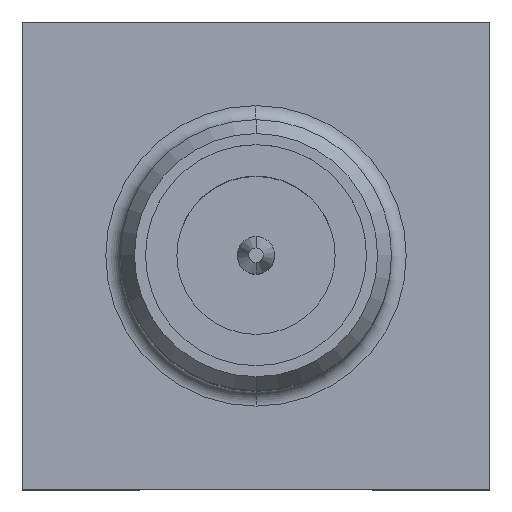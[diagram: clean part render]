
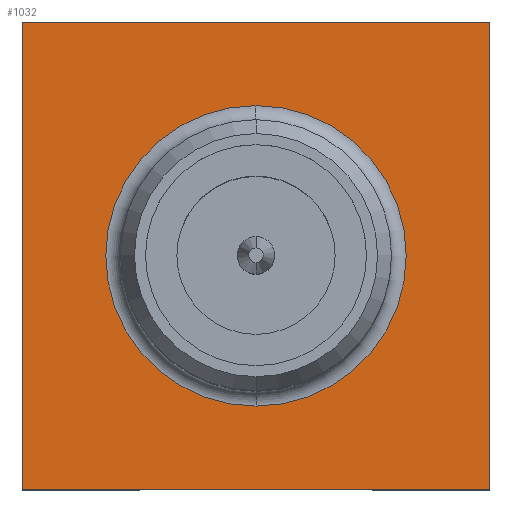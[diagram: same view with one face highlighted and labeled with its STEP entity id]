
A CAD part, top view. The second image highlights one B-rep face of the part: STEP entity #1032.
In plain terms, the highlighted planar face has unit normal (0, 0, 1).
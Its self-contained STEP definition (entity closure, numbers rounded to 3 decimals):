
#153=DIRECTION('',(1.,0.,0.));
#154=VECTOR('',#153,6.35);
#155=CARTESIAN_POINT('',(-3.175,3.175,-5.5));
#156=LINE('',#155,#154);
#157=DIRECTION('',(0.,-1.,0.));
#158=VECTOR('',#157,6.35);
#159=CARTESIAN_POINT('',(3.175,3.175,-5.5));
#160=LINE('',#159,#158);
#161=DIRECTION('',(-1.,0.,0.));
#162=VECTOR('',#161,6.35);
#163=CARTESIAN_POINT('',(3.175,-3.175,-5.5));
#164=LINE('',#163,#162);
#165=DIRECTION('',(0.,1.,0.));
#166=VECTOR('',#165,6.35);
#167=CARTESIAN_POINT('',(-3.175,-3.175,-5.5));
#168=LINE('',#167,#166);
#169=CARTESIAN_POINT('',(0.,0.,-5.5));
#170=DIRECTION('',(0.,0.,-1.));
#171=DIRECTION('',(0.,1.,0.));
#172=AXIS2_PLACEMENT_3D('',#169,#170,#171);
#174=CARTESIAN_POINT('',(0.,0.,-5.5));
#175=DIRECTION('',(0.,0.,-1.));
#176=DIRECTION('',(0.,-1.,0.));
#177=AXIS2_PLACEMENT_3D('',#174,#175,#176);
#636=CARTESIAN_POINT('',(-3.175,3.175,-5.5));
#637=CARTESIAN_POINT('',(3.175,3.175,-5.5));
#638=VERTEX_POINT('',#636);
#639=VERTEX_POINT('',#637);
#640=CARTESIAN_POINT('',(3.175,-3.175,-5.5));
#641=VERTEX_POINT('',#640);
#642=CARTESIAN_POINT('',(-3.175,-3.175,-5.5));
#643=VERTEX_POINT('',#642);
#748=CARTESIAN_POINT('',(0.,2.04,-5.5));
#749=CARTESIAN_POINT('',(0.,-2.04,-5.5));
#750=VERTEX_POINT('',#748);
#751=VERTEX_POINT('',#749);
#1013=CARTESIAN_POINT('',(0.,0.,-5.5));
#1014=DIRECTION('',(0.,0.,-1.));
#1015=DIRECTION('',(0.,-1.,0.));
#1016=AXIS2_PLACEMENT_3D('',#1013,#1014,#1015);
#1017=PLANE('',#1016);
#1019=ORIENTED_EDGE('',*,*,#1018,.T.);
#1021=ORIENTED_EDGE('',*,*,#1020,.T.);
#1023=ORIENTED_EDGE('',*,*,#1022,.T.);
#1025=ORIENTED_EDGE('',*,*,#1024,.T.);
#1026=EDGE_LOOP('',(#1019,#1021,#1023,#1025));
#1027=FACE_OUTER_BOUND('',#1026,.F.);
#1028=ORIENTED_EDGE('',*,*,#995,.F.);
#1029=ORIENTED_EDGE('',*,*,#980,.F.);
#1030=EDGE_LOOP('',(#1028,#1029));
#1031=FACE_BOUND('',#1030,.F.);
#173=CIRCLE('',#172,2.04);
#178=CIRCLE('',#177,2.04);
#980=EDGE_CURVE('',#751,#750,#178,.T.);
#995=EDGE_CURVE('',#750,#751,#173,.T.);
#1018=EDGE_CURVE('',#638,#639,#156,.T.);
#1020=EDGE_CURVE('',#639,#641,#160,.T.);
#1022=EDGE_CURVE('',#641,#643,#164,.T.);
#1024=EDGE_CURVE('',#643,#638,#168,.T.);
#1032=ADVANCED_FACE('',(#1027,#1031),#1017,.F.);
